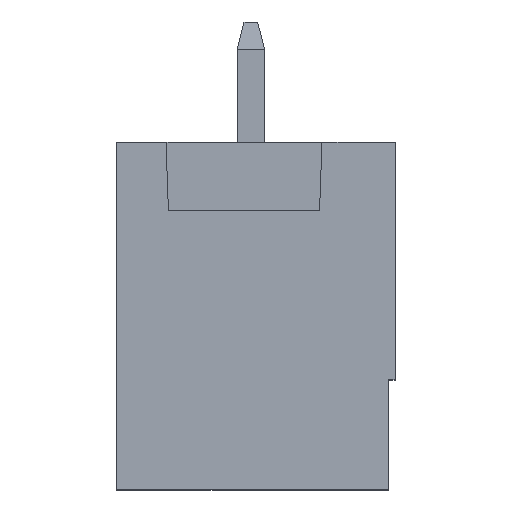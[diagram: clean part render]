
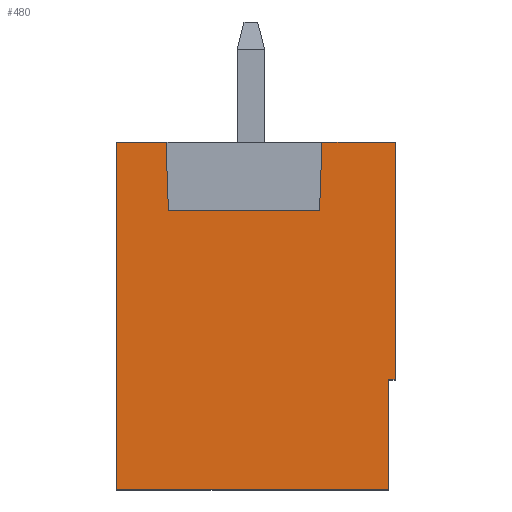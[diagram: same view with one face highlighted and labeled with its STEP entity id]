
A CAD part, top view. The second image highlights one B-rep face of the part: STEP entity #480.
In plain terms, the highlighted planar face has unit normal (0, 0, 1).
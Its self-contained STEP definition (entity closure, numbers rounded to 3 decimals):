
#393=CARTESIAN_POINT('',(-8.3,14.729,13.45));
#394=DIRECTION('',(0.,-1.,0.));
#395=DIRECTION('',(-0.,0.,1.));
#396=AXIS2_PLACEMENT_3D('',#393,#395,#394);
#397=PLANE('',#396);
#398=CARTESIAN_POINT('',(4.,0.,13.45));
#399=VERTEX_POINT('',#398);
#400=CARTESIAN_POINT('',(-3.9,0.,13.45));
#401=VERTEX_POINT('',#400);
#402=CARTESIAN_POINT('',(4.,0.,13.45));
#403=DIRECTION('',(-1.,0.,0.));
#404=VECTOR('',#403,7.9);
#405=LINE('',#402,#404);
#406=EDGE_CURVE('',#399,#401,#405,.T.);
#407=ORIENTED_EDGE('',*,*,#406,.F.);
#408=CARTESIAN_POINT('',(4.,3.2,13.45));
#409=VERTEX_POINT('',#408);
#410=CARTESIAN_POINT('',(4.,3.2,13.45));
#411=DIRECTION('',(0.,-1.,0.));
#412=VECTOR('',#411,3.2);
#413=LINE('',#410,#412);
#414=EDGE_CURVE('',#409,#399,#413,.T.);
#415=ORIENTED_EDGE('',*,*,#414,.F.);
#416=CARTESIAN_POINT('',(4.2,3.2,13.45));
#417=VERTEX_POINT('',#416);
#418=CARTESIAN_POINT('',(4.2,3.2,13.45));
#419=DIRECTION('',(-1.,0.,0.));
#420=VECTOR('',#419,0.2);
#421=LINE('',#418,#420);
#422=EDGE_CURVE('',#417,#409,#421,.T.);
#423=ORIENTED_EDGE('',*,*,#422,.F.);
#424=CARTESIAN_POINT('',(4.2,10.1,13.45));
#425=VERTEX_POINT('',#424);
#426=CARTESIAN_POINT('',(4.2,10.1,13.45));
#427=DIRECTION('',(0.,-1.,0.));
#428=VECTOR('',#427,6.9);
#429=LINE('',#426,#428);
#430=EDGE_CURVE('',#425,#417,#429,.T.);
#431=ORIENTED_EDGE('',*,*,#430,.F.);
#432=CARTESIAN_POINT('',(2.07,10.1,13.45));
#433=VERTEX_POINT('',#432);
#434=CARTESIAN_POINT('',(2.07,10.1,13.45));
#435=DIRECTION('',(1.,0.,0.));
#436=VECTOR('',#435,2.13);
#437=LINE('',#434,#436);
#438=EDGE_CURVE('',#433,#425,#437,.T.);
#439=ORIENTED_EDGE('',*,*,#438,.F.);
#440=CARTESIAN_POINT('',(2.,8.1,13.45));
#441=VERTEX_POINT('',#440);
#442=CARTESIAN_POINT('',(2.07,10.1,13.45));
#443=DIRECTION('',(-0.035,-0.999,0.));
#444=VECTOR('',#443,2.001);
#445=LINE('',#442,#444);
#446=EDGE_CURVE('',#433,#441,#445,.T.);
#447=ORIENTED_EDGE('',*,*,#446,.T.);
#448=CARTESIAN_POINT('',(-2.4,8.1,13.45));
#449=VERTEX_POINT('',#448);
#450=CARTESIAN_POINT('',(2.,8.1,13.45));
#451=DIRECTION('',(-1.,0.,0.));
#452=VECTOR('',#451,4.4);
#453=LINE('',#450,#452);
#454=EDGE_CURVE('',#441,#449,#453,.T.);
#455=ORIENTED_EDGE('',*,*,#454,.T.);
#456=CARTESIAN_POINT('',(-2.47,10.1,13.45));
#457=VERTEX_POINT('',#456);
#458=CARTESIAN_POINT('',(-2.4,8.1,13.45));
#459=DIRECTION('',(-0.035,0.999,0.));
#460=VECTOR('',#459,2.001);
#461=LINE('',#458,#460);
#462=EDGE_CURVE('',#449,#457,#461,.T.);
#463=ORIENTED_EDGE('',*,*,#462,.T.);
#464=CARTESIAN_POINT('',(-3.9,10.1,13.45));
#465=VERTEX_POINT('',#464);
#466=CARTESIAN_POINT('',(-3.9,10.1,13.45));
#467=DIRECTION('',(1.,0.,0.));
#468=VECTOR('',#467,1.43);
#469=LINE('',#466,#468);
#470=EDGE_CURVE('',#465,#457,#469,.T.);
#471=ORIENTED_EDGE('',*,*,#470,.F.);
#472=CARTESIAN_POINT('',(-3.9,0.,13.45));
#473=DIRECTION('',(0.,1.,0.));
#474=VECTOR('',#473,10.1);
#475=LINE('',#472,#474);
#476=EDGE_CURVE('',#401,#465,#475,.T.);
#477=ORIENTED_EDGE('',*,*,#476,.F.);
#478=EDGE_LOOP('',(#407,#415,#423,#431,#439,#447,#455,#463,#471,#477));
#479=FACE_OUTER_BOUND('',#478,.T.);
#480=ADVANCED_FACE('',(#479),#397,.T.);
